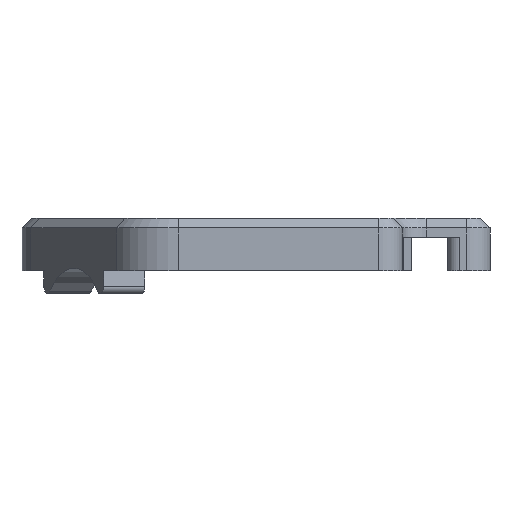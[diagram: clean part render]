
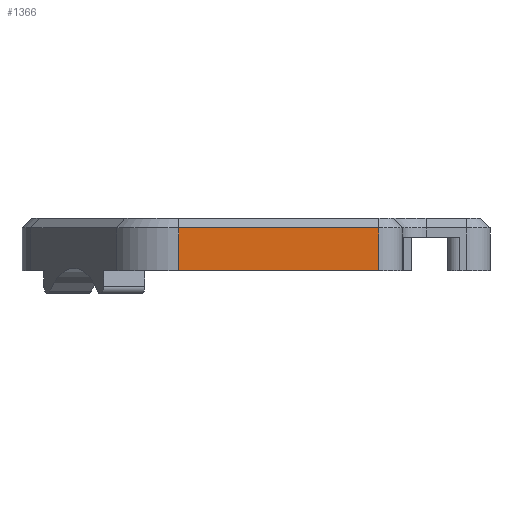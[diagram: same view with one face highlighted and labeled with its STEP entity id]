
A CAD part, left-side view. The second image highlights one B-rep face of the part: STEP entity #1366.
In plain terms, the highlighted planar face has unit normal (-1, 0, 0).
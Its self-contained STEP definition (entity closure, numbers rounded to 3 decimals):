
#1366 = ADVANCED_FACE('',(#1367),#1401,.T.);
#1367 = FACE_BOUND('',#1368,.T.);
#1368 = EDGE_LOOP('',(#1369,#1379,#1387,#1395));
#1369 = ORIENTED_EDGE('',*,*,#1370,.T.);
#1370 = EDGE_CURVE('',#1371,#1373,#1375,.T.);
#1371 = VERTEX_POINT('',#1372);
#1372 = CARTESIAN_POINT('',(156.8,-23.,1.8));
#1373 = VERTEX_POINT('',#1374);
#1374 = CARTESIAN_POINT('',(156.8,-23.,0.));
#1375 = LINE('',#1376,#1377);
#1376 = CARTESIAN_POINT('',(156.8,-23.,2.202));
#1377 = VECTOR('',#1378,1.);
#1378 = DIRECTION('',(0.,0.,-1.));
#1379 = ORIENTED_EDGE('',*,*,#1380,.T.);
#1380 = EDGE_CURVE('',#1373,#1381,#1383,.T.);
#1381 = VERTEX_POINT('',#1382);
#1382 = CARTESIAN_POINT('',(156.8,-31.456,0.));
#1383 = LINE('',#1384,#1385);
#1384 = CARTESIAN_POINT('',(156.8,-27.728,0.));
#1385 = VECTOR('',#1386,1.);
#1386 = DIRECTION('',(0.,-1.,0.));
#1387 = ORIENTED_EDGE('',*,*,#1388,.F.);
#1388 = EDGE_CURVE('',#1389,#1381,#1391,.T.);
#1389 = VERTEX_POINT('',#1390);
#1390 = CARTESIAN_POINT('',(156.8,-31.456,1.8));
#1391 = LINE('',#1392,#1393);
#1392 = CARTESIAN_POINT('',(156.8,-31.456,2.202));
#1393 = VECTOR('',#1394,1.);
#1394 = DIRECTION('',(0.,0.,-1.));
#1395 = ORIENTED_EDGE('',*,*,#1396,.F.);
#1396 = EDGE_CURVE('',#1371,#1389,#1397,.T.);
#1397 = LINE('',#1398,#1399);
#1398 = CARTESIAN_POINT('',(156.8,-27.728,1.8));
#1399 = VECTOR('',#1400,1.);
#1400 = DIRECTION('',(0.,-1.,0.));
#1401 = PLANE('',#1402);
#1402 = AXIS2_PLACEMENT_3D('',#1403,#1404,#1405);
#1403 = CARTESIAN_POINT('',(156.8,-27.728,2.202));
#1404 = DIRECTION('',(-1.,0.,0.));
#1405 = DIRECTION('',(0.,0.,-1.));
